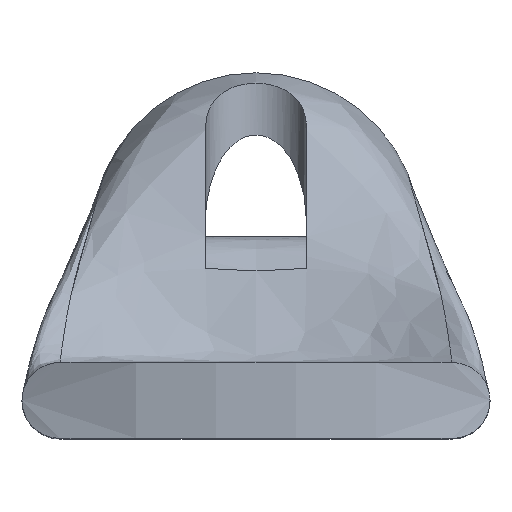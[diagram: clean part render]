
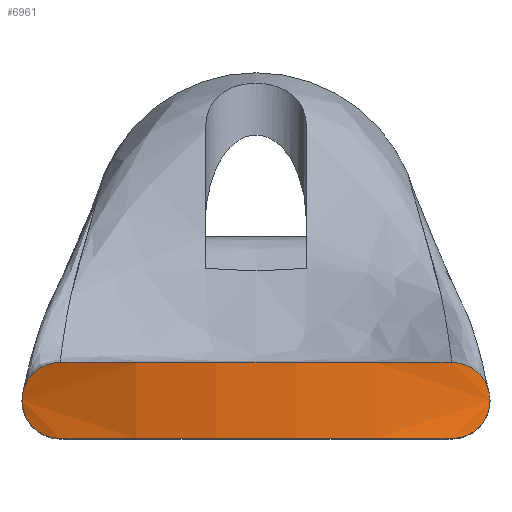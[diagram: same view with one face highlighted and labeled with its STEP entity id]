
A CAD part, top view. The second image highlights one B-rep face of the part: STEP entity #6961.
In plain terms, the highlighted cylindrical face has radius 20 mm (diameter 40 mm), a partial arc.
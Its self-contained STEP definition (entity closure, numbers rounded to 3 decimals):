
#4617=CARTESIAN_POINT('',(-7.75,-5.0,28.464));
#4618=VERTEX_POINT('',#4617);
#4627=CARTESIAN_POINT('',(7.75,-5.0,28.464));
#4628=VERTEX_POINT('',#4627);
#4629=CARTESIAN_POINT('',(0.,-5.0,10.026));
#4630=DIRECTION('',(0.0,-1.0,0.0));
#4631=DIRECTION('',(-0.463,0.0,0.887));
#4632=AXIS2_PLACEMENT_3D('',#4629,#4630,#4631);
#4633=CIRCLE('',#4632,20.0);
#4634=EDGE_CURVE('',#4628,#4618,#4633,.T.);
#6886=CARTESIAN_POINT('',(0.,-8.0,10.026));
#6887=DIRECTION('',(0.0,1.0,0.0));
#6888=DIRECTION('',(-0.463,0.0,0.887));
#6889=AXIS2_PLACEMENT_3D('',#6886,#6887,#6888);
#6890=CYLINDRICAL_SURFACE('',#6889,20.0);
#6891=CARTESIAN_POINT('',(-7.75,-8.0,28.464));
#6892=VERTEX_POINT('',#6891);
#6893=CARTESIAN_POINT('',(-9.25,-6.5,27.759));
#6894=VERTEX_POINT('',#6893);
#6895=CARTESIAN_POINT('',(-7.75,-8.0,28.464));
#6896=CARTESIAN_POINT('',(-7.942,-8.0,28.383));
#6897=CARTESIAN_POINT('',(-8.146,-7.961,28.293));
#6898=CARTESIAN_POINT('',(-8.522,-7.802,28.121));
#6899=CARTESIAN_POINT('',(-8.694,-7.682,28.038));
#6900=CARTESIAN_POINT('',(-8.954,-7.412,27.91));
#6901=CARTESIAN_POINT('',(-9.065,-7.248,27.854));
#6902=CARTESIAN_POINT('',(-9.212,-6.887,27.778));
#6903=CARTESIAN_POINT('',(-9.25,-6.688,27.759));
#6904=CARTESIAN_POINT('',(-9.25,-6.5,27.759));
#6905=B_SPLINE_CURVE_WITH_KNOTS('',3,(#6895,#6896,#6897,#6898,#6899,#6900,#6901,#6902,#6903,#6904),.UNSPECIFIED.,.F.,.U.,(4,2,2,2,4),(0.234,0.296,0.359,0.415,0.472),.UNSPECIFIED.);
#6906=EDGE_CURVE('',#6892,#6894,#6905,.T.);
#6907=ORIENTED_EDGE('',*,*,#6906,.F.);
#6908=CARTESIAN_POINT('',(7.75,-8.0,28.464));
#6909=VERTEX_POINT('',#6908);
#6910=CARTESIAN_POINT('',(0.,-8.0,10.026));
#6911=DIRECTION('',(0.0,1.0,0.0));
#6912=DIRECTION('',(-0.463,0.0,0.887));
#6913=AXIS2_PLACEMENT_3D('',#6910,#6911,#6912);
#6914=CIRCLE('',#6913,20.0);
#6915=EDGE_CURVE('',#6892,#6909,#6914,.T.);
#6916=ORIENTED_EDGE('',*,*,#6915,.T.);
#6917=CARTESIAN_POINT('',(9.25,-6.5,27.759));
#6918=VERTEX_POINT('',#6917);
#6919=CARTESIAN_POINT('',(9.25,-6.5,27.759));
#6920=CARTESIAN_POINT('',(9.25,-6.688,27.759));
#6921=CARTESIAN_POINT('',(9.212,-6.887,27.778));
#6922=CARTESIAN_POINT('',(9.065,-7.248,27.854));
#6923=CARTESIAN_POINT('',(8.954,-7.412,27.91));
#6924=CARTESIAN_POINT('',(8.694,-7.682,28.038));
#6925=CARTESIAN_POINT('',(8.522,-7.802,28.121));
#6926=CARTESIAN_POINT('',(8.146,-7.961,28.293));
#6927=CARTESIAN_POINT('',(7.942,-8.0,28.383));
#6928=CARTESIAN_POINT('',(7.75,-8.0,28.464));
#6929=B_SPLINE_CURVE_WITH_KNOTS('',3,(#6919,#6920,#6921,#6922,#6923,#6924,#6925,#6926,#6927,#6928),.UNSPECIFIED.,.F.,.U.,(4,2,2,2,4),(0.472,0.528,0.585,0.647,0.71),.UNSPECIFIED.);
#6930=EDGE_CURVE('',#6918,#6909,#6929,.T.);
#6931=ORIENTED_EDGE('',*,*,#6930,.F.);
#6932=CARTESIAN_POINT('',(7.75,-5.,28.464));
#6933=CARTESIAN_POINT('',(7.942,-5.,28.383));
#6934=CARTESIAN_POINT('',(8.146,-5.039,28.293));
#6935=CARTESIAN_POINT('',(8.522,-5.198,28.121));
#6936=CARTESIAN_POINT('',(8.694,-5.318,28.038));
#6937=CARTESIAN_POINT('',(8.954,-5.588,27.91));
#6938=CARTESIAN_POINT('',(9.065,-5.752,27.854));
#6939=CARTESIAN_POINT('',(9.212,-6.113,27.778));
#6940=CARTESIAN_POINT('',(9.25,-6.312,27.759));
#6941=CARTESIAN_POINT('',(9.25,-6.5,27.759));
#6942=B_SPLINE_CURVE_WITH_KNOTS('',3,(#6932,#6933,#6934,#6935,#6936,#6937,#6938,#6939,#6940,#6941),.UNSPECIFIED.,.F.,.U.,(4,2,2,2,4),(0.706,0.768,0.831,0.887,0.944),.UNSPECIFIED.);
#6943=EDGE_CURVE('',#4628,#6918,#6942,.T.);
#6944=ORIENTED_EDGE('',*,*,#6943,.F.);
#6945=ORIENTED_EDGE('',*,*,#4634,.T.);
#6946=CARTESIAN_POINT('',(-9.25,-6.5,27.759));
#6947=CARTESIAN_POINT('',(-9.25,-6.312,27.759));
#6948=CARTESIAN_POINT('',(-9.212,-6.113,27.778));
#6949=CARTESIAN_POINT('',(-9.065,-5.752,27.854));
#6950=CARTESIAN_POINT('',(-8.954,-5.588,27.91));
#6951=CARTESIAN_POINT('',(-8.694,-5.318,28.038));
#6952=CARTESIAN_POINT('',(-8.522,-5.198,28.121));
#6953=CARTESIAN_POINT('',(-8.146,-5.039,28.293));
#6954=CARTESIAN_POINT('',(-7.942,-5.,28.383));
#6955=CARTESIAN_POINT('',(-7.75,-5.,28.464));
#6956=B_SPLINE_CURVE_WITH_KNOTS('',3,(#6946,#6947,#6948,#6949,#6950,#6951,#6952,#6953,#6954,#6955),.UNSPECIFIED.,.F.,.U.,(4,2,2,2,4),(0.944,1.,1.056,1.119,1.181),.UNSPECIFIED.);
#6957=EDGE_CURVE('',#6894,#4618,#6956,.T.);
#6958=ORIENTED_EDGE('',*,*,#6957,.F.);
#6959=EDGE_LOOP('',(#6907,#6916,#6931,#6944,#6945,#6958));
#6960=FACE_OUTER_BOUND('',#6959,.T.);
#6961=ADVANCED_FACE('',(#6960),#6890,.T.);
